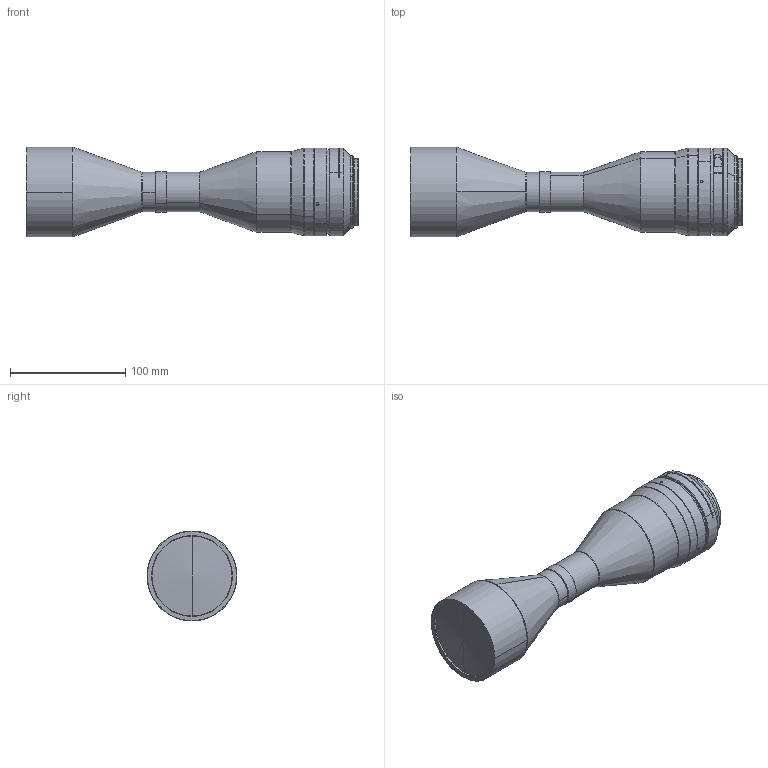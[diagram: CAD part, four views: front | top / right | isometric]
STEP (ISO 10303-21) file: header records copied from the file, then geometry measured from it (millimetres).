
FILE_DESCRIPTION (( 'STEP AP203' ), '1' );
FILE_NAME ('DTCM35FH-56-M58-AL.STEP', '2019-09-28T00:51:06', ( '' ), ( '' ), 'SwSTEP 2.0', 'SolidWorks 2017', '' );
FILE_SCHEMA (( 'CONFIG_CONTROL_DESIGN' ));
Length unit declared in the file: millimetre
Products named in the file (1): DTCM35FH-56-M58-AL
Bounding box: 287.8 x 78 x 78 mm (x, y, z)
Volume: 855926.5 mm3; surface area: 65325.2 mm2
Topology: 1 solids, 2 shells, 114 faces, 258 edges, 156 vertices
Faces by surface type: cylinder 47, cone 36, plane 19, bspline 12
Entity records: 3662 total; most frequent: CARTESIAN_POINT 1067, DIRECTION 557, ORIENTED_EDGE 508, EDGE_CURVE 254, AXIS2_PLACEMENT_3D 230, VERTEX_POINT 156, CIRCLE 127, EDGE_LOOP 126
